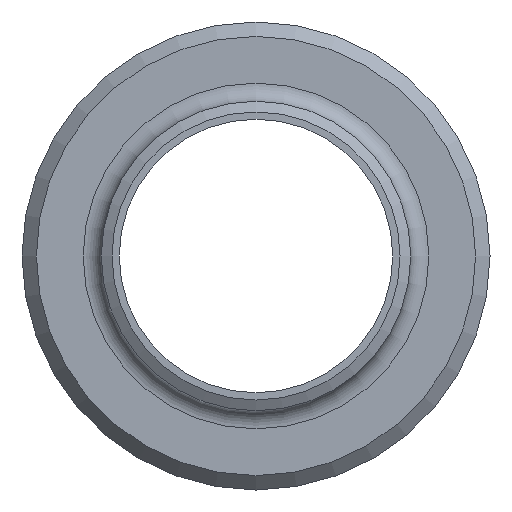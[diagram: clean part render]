
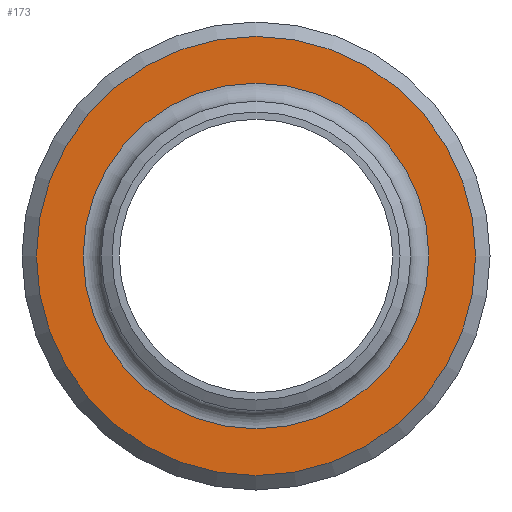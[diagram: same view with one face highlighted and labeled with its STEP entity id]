
A CAD part, left-side view. The second image highlights one B-rep face of the part: STEP entity #173.
In plain terms, the highlighted planar face has unit normal (-1, 0, 0).
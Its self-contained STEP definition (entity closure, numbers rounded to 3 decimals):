
#16=PLANE('',#194);
#29=FACE_BOUND('',#62,.T.);
#43=FACE_OUTER_BOUND('',#61,.T.);
#61=EDGE_LOOP('',(#131));
#62=EDGE_LOOP('',(#132));
#85=CIRCLE('',#193,30.5);
#86=CIRCLE('',#195,24.);
#99=VERTEX_POINT('',#284);
#100=VERTEX_POINT('',#287);
#113=EDGE_CURVE('',#99,#99,#85,.T.);
#114=EDGE_CURVE('',#100,#100,#86,.T.);
#131=ORIENTED_EDGE('',*,*,#113,.F.);
#132=ORIENTED_EDGE('',*,*,#114,.F.);
#173=ADVANCED_FACE('',(#43,#29),#16,.T.);
#193=AXIS2_PLACEMENT_3D('',#285,#231,#232);
#194=AXIS2_PLACEMENT_3D('',#286,#233,#234);
#195=AXIS2_PLACEMENT_3D('',#288,#235,#236);
#231=DIRECTION('center_axis',(1.,0.,0.));
#232=DIRECTION('ref_axis',(0.,-1.,0.));
#233=DIRECTION('center_axis',(-1.,0.,0.));
#234=DIRECTION('ref_axis',(0.,0.,1.));
#235=DIRECTION('center_axis',(-1.,0.,0.));
#236=DIRECTION('ref_axis',(0.,-1.,0.));
#284=CARTESIAN_POINT('',(-13.,30.5,0.));
#285=CARTESIAN_POINT('Origin',(-13.,0.,0.));
#286=CARTESIAN_POINT('Origin',(-13.,32.5,0.));
#287=CARTESIAN_POINT('',(-13.,24.,0.));
#288=CARTESIAN_POINT('Origin',(-13.,0.,0.));
